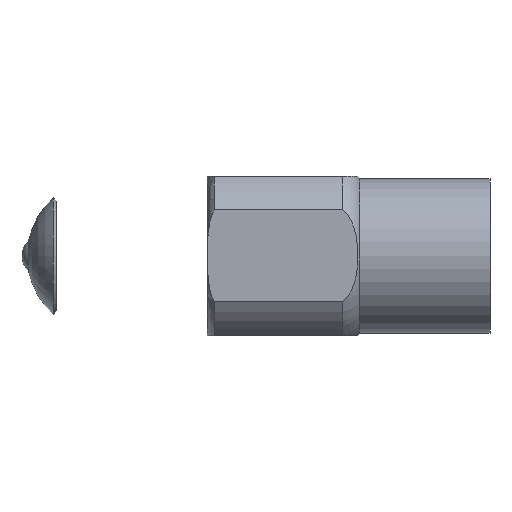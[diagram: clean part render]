
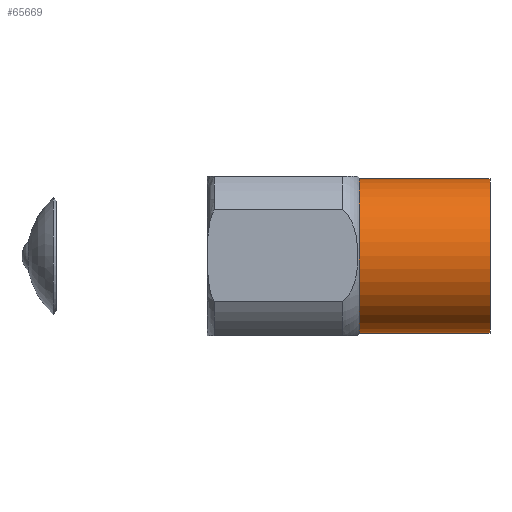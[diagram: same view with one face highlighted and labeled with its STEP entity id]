
A CAD part, top view. The second image highlights one B-rep face of the part: STEP entity #65669.
In plain terms, the highlighted cylindrical face has radius 3.15 mm (diameter 6.3 mm), a full revolution.
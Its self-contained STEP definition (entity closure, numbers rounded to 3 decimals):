
#15054=CYLINDRICAL_SURFACE('',#104106,3.15);
#24698=ORIENTED_EDGE('',*,*,#41093,.T.);
#24699=ORIENTED_EDGE('',*,*,#41092,.T.);
#41092=EDGE_CURVE('',#49292,#49292,#52530,.T.);
#41093=EDGE_CURVE('',#49293,#49293,#52531,.T.);
#49292=VERTEX_POINT('',#199812);
#49293=VERTEX_POINT('',#199815);
#52530=CIRCLE('',#104105,3.15);
#52531=CIRCLE('',#104107,3.15);
#55310=EDGE_LOOP('',(#24698));
#55311=EDGE_LOOP('',(#24699));
#60494=FACE_BOUND('',#55310,.T.);
#60495=FACE_BOUND('',#55311,.T.);
#65669=ADVANCED_FACE('',(#60494,#60495),#15054,.T.);
#104105=AXIS2_PLACEMENT_3D('',#199811,#106740,#106741);
#104106=AXIS2_PLACEMENT_3D('',#199813,#106742,#106743);
#104107=AXIS2_PLACEMENT_3D('',#199814,#106744,#106745);
#106740=DIRECTION('',(1.,0.,0.));
#106741=DIRECTION('',(0.,0.,-1.));
#106742=DIRECTION('',(-1.,0.,0.));
#106743=DIRECTION('',(0.,0.,1.));
#106744=DIRECTION('',(-1.,0.,0.));
#106745=DIRECTION('',(0.,1.,0.));
#199811=CARTESIAN_POINT('',(3.095,0.,0.));
#199812=CARTESIAN_POINT('',(3.095,0.,-3.15));
#199813=CARTESIAN_POINT('',(8.405,0.,0.));
#199814=CARTESIAN_POINT('',(8.405,0.,0.));
#199815=CARTESIAN_POINT('',(8.405,3.15,0.));
